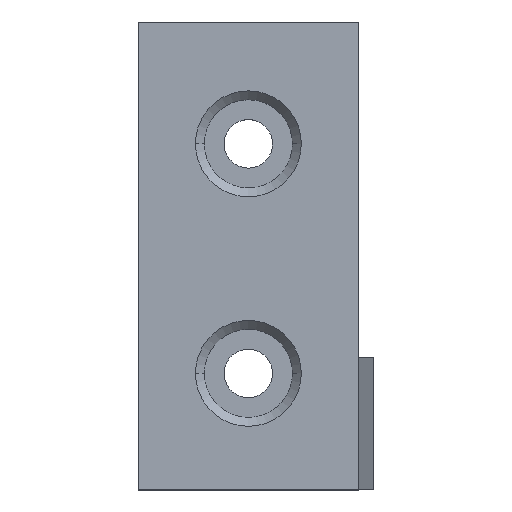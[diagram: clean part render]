
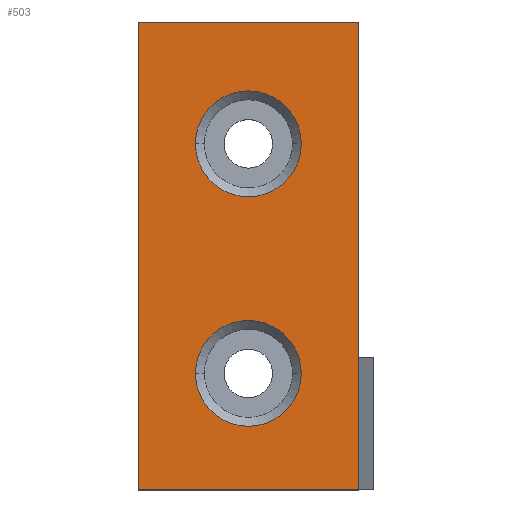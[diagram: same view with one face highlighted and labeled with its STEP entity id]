
A CAD part, top view. The second image highlights one B-rep face of the part: STEP entity #503.
In plain terms, the highlighted planar face has unit normal (0, 0, 1).
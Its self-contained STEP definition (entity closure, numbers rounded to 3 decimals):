
#14 = AXIS2_PLACEMENT_3D ( 'NONE', #658, #361, #367 ) ;
#15 = EDGE_CURVE ( 'NONE', #383, #95, #652, .T. ) ;
#20 = EDGE_CURVE ( 'NONE', #692, #28, #337, .T. ) ;
#28 = VERTEX_POINT ( 'NONE', #708 ) ;
#35 = CARTESIAN_POINT ( 'NONE',  ( 0., 0., 8. ) ) ;
#44 = CARTESIAN_POINT ( 'NONE',  ( 25., 53., 8. ) ) ;
#48 = LINE ( 'NONE', #274, #469 ) ;
#49 = EDGE_CURVE ( 'NONE', #28, #692, #52, .T. ) ;
#52 = CIRCLE ( 'NONE', #276, 6. ) ;
#66 = ORIENTED_EDGE ( 'NONE', *, *, #193, .T. ) ;
#72 = CARTESIAN_POINT ( 'NONE',  ( 18.5, 13.2, 8. ) ) ;
#95 = VERTEX_POINT ( 'NONE', #138 ) ;
#99 = ORIENTED_EDGE ( 'NONE', *, *, #416, .T. ) ;
#126 = PLANE ( 'NONE',  #597 ) ;
#133 = DIRECTION ( 'NONE',  ( -1., 0., 0. ) ) ;
#138 = CARTESIAN_POINT ( 'NONE',  ( 0., 53., 8. ) ) ;
#147 = EDGE_CURVE ( 'NONE', #220, #728, #735, .T. ) ;
#153 = EDGE_LOOP ( 'NONE', ( #199, #99 ) ) ;
#156 = LINE ( 'NONE', #683, #572 ) ;
#159 = DIRECTION ( 'NONE',  ( -1., 0., 0. ) ) ;
#162 = EDGE_LOOP ( 'NONE', ( #282, #66, #605, #418 ) ) ;
#164 = CARTESIAN_POINT ( 'NONE',  ( 12.5, 39.2, 8. ) ) ;
#193 = EDGE_CURVE ( 'NONE', #321, #202, #484, .T. ) ;
#199 = ORIENTED_EDGE ( 'NONE', *, *, #147, .T. ) ;
#202 = VERTEX_POINT ( 'NONE', #615 ) ;
#209 = VECTOR ( 'NONE', #328, 1000. ) ;
#220 = VERTEX_POINT ( 'NONE', #670 ) ;
#240 = CIRCLE ( 'NONE', #365, 6. ) ;
#252 = DIRECTION ( 'NONE',  ( 0., 0., -1. ) ) ;
#263 = EDGE_LOOP ( 'NONE', ( #404, #546 ) ) ;
#274 = CARTESIAN_POINT ( 'NONE',  ( 25., 0., 8. ) ) ;
#276 = AXIS2_PLACEMENT_3D ( 'NONE', #654, #252, #133 ) ;
#282 = ORIENTED_EDGE ( 'NONE', *, *, #380, .T. ) ;
#303 = CARTESIAN_POINT ( 'NONE',  ( 0., 53., 8. ) ) ;
#321 = VERTEX_POINT ( 'NONE', #362 ) ;
#328 = DIRECTION ( 'NONE',  ( 1., 0., 0. ) ) ;
#337 = CIRCLE ( 'NONE', #14, 6. ) ;
#338 = DIRECTION ( 'NONE',  ( 0., 0., -1. ) ) ;
#361 = DIRECTION ( 'NONE',  ( 0., 0., -1. ) ) ;
#362 = CARTESIAN_POINT ( 'NONE',  ( 0., 0., 8. ) ) ;
#365 = AXIS2_PLACEMENT_3D ( 'NONE', #626, #446, #734 ) ;
#367 = DIRECTION ( 'NONE',  ( -1., 0., 0. ) ) ;
#380 = EDGE_CURVE ( 'NONE', #95, #321, #156, .T. ) ;
#383 = VERTEX_POINT ( 'NONE', #44 ) ;
#404 = ORIENTED_EDGE ( 'NONE', *, *, #20, .T. ) ;
#411 = AXIS2_PLACEMENT_3D ( 'NONE', #164, #624, #159 ) ;
#416 = EDGE_CURVE ( 'NONE', #728, #220, #240, .T. ) ;
#418 = ORIENTED_EDGE ( 'NONE', *, *, #15, .T. ) ;
#423 = DIRECTION ( 'NONE',  ( -1., 0., 0. ) ) ;
#446 = DIRECTION ( 'NONE',  ( 0., 0., -1. ) ) ;
#465 = EDGE_CURVE ( 'NONE', #202, #383, #48, .T. ) ;
#467 = CARTESIAN_POINT ( 'NONE',  ( 0., 0., 8. ) ) ;
#469 = VECTOR ( 'NONE', #500, 1000. ) ;
#484 = LINE ( 'NONE', #35, #209 ) ;
#500 = DIRECTION ( 'NONE',  ( 0., 1., 0. ) ) ;
#503 = ADVANCED_FACE ( 'NONE', ( #635, #631, #686 ), #126, .F. ) ;
#505 = DIRECTION ( 'NONE',  ( -1., 0., 0. ) ) ;
#508 = CARTESIAN_POINT ( 'NONE',  ( 6.5, 39.2, 8. ) ) ;
#546 = ORIENTED_EDGE ( 'NONE', *, *, #49, .T. ) ;
#572 = VECTOR ( 'NONE', #730, 1000. ) ;
#597 = AXIS2_PLACEMENT_3D ( 'NONE', #467, #338, #505 ) ;
#603 = VECTOR ( 'NONE', #423, 1000. ) ;
#605 = ORIENTED_EDGE ( 'NONE', *, *, #465, .T. ) ;
#615 = CARTESIAN_POINT ( 'NONE',  ( 25., 0., 8. ) ) ;
#624 = DIRECTION ( 'NONE',  ( 0., 0., -1. ) ) ;
#626 = CARTESIAN_POINT ( 'NONE',  ( 12.5, 39.2, 8. ) ) ;
#631 = FACE_BOUND ( 'NONE', #153, .T. ) ;
#635 = FACE_BOUND ( 'NONE', #263, .T. ) ;
#652 = LINE ( 'NONE', #303, #603 ) ;
#654 = CARTESIAN_POINT ( 'NONE',  ( 12.5, 13.2, 8. ) ) ;
#658 = CARTESIAN_POINT ( 'NONE',  ( 12.5, 13.2, 8. ) ) ;
#670 = CARTESIAN_POINT ( 'NONE',  ( 18.5, 39.2, 8. ) ) ;
#683 = CARTESIAN_POINT ( 'NONE',  ( 0., 0., 8. ) ) ;
#686 = FACE_OUTER_BOUND ( 'NONE', #162, .T. ) ;
#692 = VERTEX_POINT ( 'NONE', #72 ) ;
#708 = CARTESIAN_POINT ( 'NONE',  ( 6.5, 13.2, 8. ) ) ;
#728 = VERTEX_POINT ( 'NONE', #508 ) ;
#730 = DIRECTION ( 'NONE',  ( 0., -1., 0. ) ) ;
#734 = DIRECTION ( 'NONE',  ( -1., 0., 0. ) ) ;
#735 = CIRCLE ( 'NONE', #411, 6. ) ;
